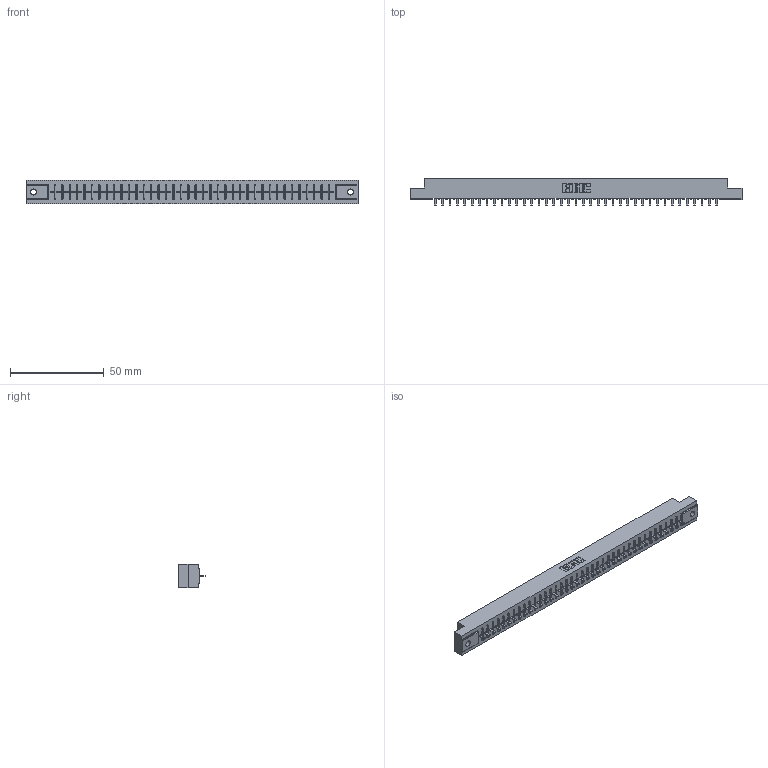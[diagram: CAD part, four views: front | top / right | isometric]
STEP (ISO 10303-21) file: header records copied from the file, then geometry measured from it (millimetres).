
FILE_DESCRIPTION (( 'STEP AP203' ), '1' );
FILE_NAME ('356-039-421-102.STEP', '2020-09-24T00:13:32', ( '' ), ( '' ), 'SwSTEP 2.0', 'SolidWorks 2020', '' );
FILE_SCHEMA (( 'CONFIG_CONTROL_DESIGN' ));
Length unit declared in the file: inch
Products named in the file (3): 356-039-421-102; 306-290-001_121; 306 Part_.128 Dia
Assembly tree (40 placements, depth 2):
  356-039-421-102
    306 Part_.128 Dia
    306-290-001_121  x39
Bounding box: 177.55 x 14.88 x 12.7 mm (x, y, z)
Volume: 19519.9 mm3; surface area: 19445.2 mm2
Topology: 40 solids, 40 shells, 2846 faces, 7999 edges, 5122 vertices
Faces by surface type: plane 1901, cylinder 789, sphere 156
Entity records: 36716 total; most frequent: CARTESIAN_POINT 6164, ORIENTED_EDGE 6110, DIRECTION 6079, EDGE_CURVE 3055, VECTOR 2389, LINE 2389, VERTEX_POINT 1930, AXIS2_PLACEMENT_3D 1845
